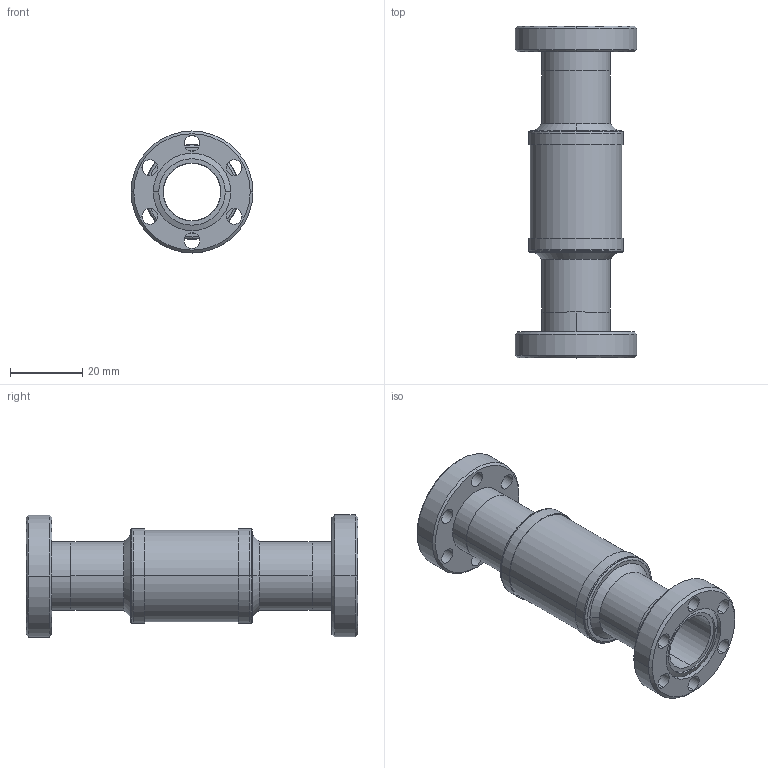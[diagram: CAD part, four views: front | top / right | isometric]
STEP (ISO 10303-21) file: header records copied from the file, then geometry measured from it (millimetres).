
FILE_DESCRIPTION (( 'STEP AP214' ), '1' );
FILE_NAME ('420XIS016-15.step', '2017-07-10T09:14:33', ( 'install' ), ( '' ), 'SwSTEP 2.0', 'SolidWorks 2015', '' );
FILE_SCHEMA (( 'AUTOMOTIVE_DESIGN' ));
Length unit declared in the file: inch
Products named in the file (1): 420XIS016-15
Bounding box: 33.78 x 91.92 x 33.81 mm (x, y, z)
Volume: 18500.5 mm3; surface area: 17979.3 mm2
Topology: 1 solids, 1 shells, 151 faces, 352 edges, 225 vertices
Faces by surface type: cylinder 88, cone 28, plane 26, torus 8, bspline 1
Entity records: 5247 total; most frequent: CARTESIAN_POINT 1496, DIRECTION 866, ORIENTED_EDGE 700, AXIS2_PLACEMENT_3D 375, EDGE_CURVE 350, CIRCLE 224, VERTEX_POINT 224, EDGE_LOOP 200
